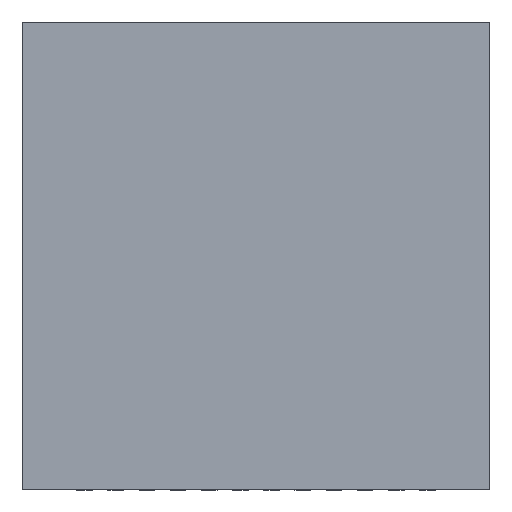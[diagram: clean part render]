
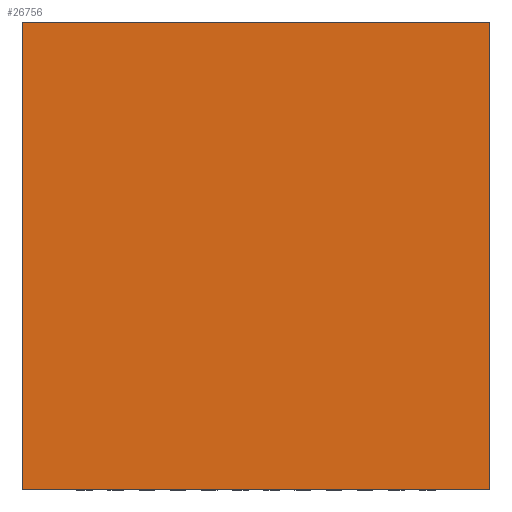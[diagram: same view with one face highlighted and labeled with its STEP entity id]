
A CAD part, top view. The second image highlights one B-rep face of the part: STEP entity #26756.
In plain terms, the highlighted face is planar.
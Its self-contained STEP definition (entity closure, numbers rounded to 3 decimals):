
#20419=DIRECTION('',(0.,0.,1.));
#20420=VECTOR('',#20419,6.);
#20421=CARTESIAN_POINT('',(-3.,0.975,-3.));
#20422=LINE('',#20421,#20420);
#20426=DIRECTION('',(-1.,0.,0.));
#20427=VECTOR('',#20426,6.);
#20428=CARTESIAN_POINT('',(3.,0.975,-3.));
#20429=LINE('',#20428,#20427);
#20433=DIRECTION('',(0.,0.,-1.));
#20434=VECTOR('',#20433,6.);
#20435=CARTESIAN_POINT('',(3.,0.975,3.));
#20436=LINE('',#20435,#20434);
#20440=DIRECTION('',(1.,0.,0.));
#20441=VECTOR('',#20440,6.);
#20442=CARTESIAN_POINT('',(-3.,0.975,3.));
#20443=LINE('',#20442,#20441);
#22227=CARTESIAN_POINT('',(-3.,0.975,-3.));
#22228=CARTESIAN_POINT('',(-3.,0.975,3.));
#22229=VERTEX_POINT('',#22227);
#22230=VERTEX_POINT('',#22228);
#22231=CARTESIAN_POINT('',(3.,0.975,3.));
#22232=VERTEX_POINT('',#22231);
#22233=CARTESIAN_POINT('',(3.,0.975,-3.));
#22234=VERTEX_POINT('',#22233);
#26745=CARTESIAN_POINT('',(0.,0.975,0.));
#26746=DIRECTION('',(0.,1.,0.));
#26747=DIRECTION('',(1.,0.,0.));
#26748=AXIS2_PLACEMENT_3D('',#26745,#26746,#26747);
#26749=PLANE('',#26748);
#26750=ORIENTED_EDGE('',*,*,#24197,.F.);
#26751=ORIENTED_EDGE('',*,*,#24408,.F.);
#26752=ORIENTED_EDGE('',*,*,#25520,.F.);
#26753=ORIENTED_EDGE('',*,*,#26554,.F.);
#26754=EDGE_LOOP('',(#26750,#26751,#26752,#26753));
#26755=FACE_OUTER_BOUND('',#26754,.F.);
#26756=ADVANCED_FACE('',(#26755),#26749,.T.);
#24197=EDGE_CURVE('',#22229,#22230,#20422,.T.);
#24408=EDGE_CURVE('',#22234,#22229,#20429,.T.);
#25520=EDGE_CURVE('',#22232,#22234,#20436,.T.);
#26554=EDGE_CURVE('',#22230,#22232,#20443,.T.);
